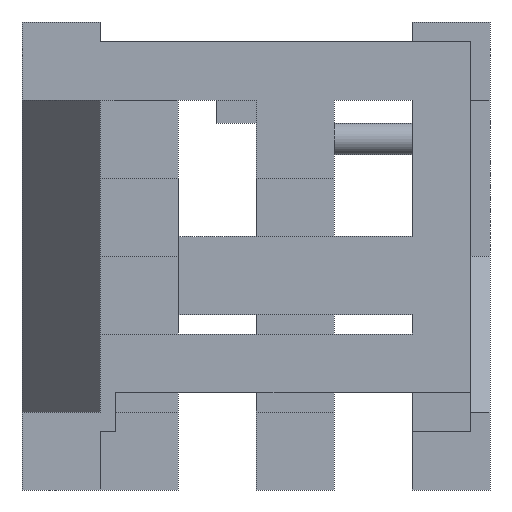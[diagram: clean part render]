
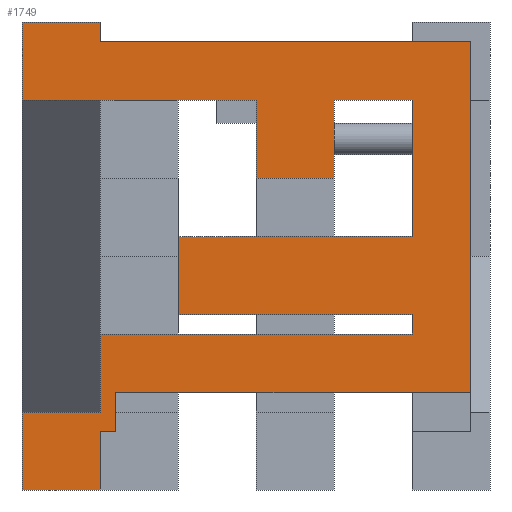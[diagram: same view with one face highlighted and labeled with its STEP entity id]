
A CAD part, front view. The second image highlights one B-rep face of the part: STEP entity #1749.
In plain terms, the highlighted planar face has unit normal (0, -1, 0).
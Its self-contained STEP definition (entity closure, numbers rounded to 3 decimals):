
#136=DIRECTION('',(1.,0.,0.));
#137=VECTOR('',#136,10.);
#138=CARTESIAN_POINT('',(0.,0.,-50.));
#139=LINE('',#138,#137);
#140=DIRECTION('',(0.,0.,1.));
#141=VECTOR('',#140,10.);
#142=CARTESIAN_POINT('',(10.,0.,-50.));
#143=LINE('',#142,#141);
#144=DIRECTION('',(1.,0.,0.));
#145=VECTOR('',#144,40.);
#146=CARTESIAN_POINT('',(10.,0.,-40.));
#147=LINE('',#146,#145);
#148=DIRECTION('',(0.,0.,1.));
#149=VECTOR('',#148,2.5);
#150=CARTESIAN_POINT('',(50.,0.,-40.));
#151=LINE('',#150,#149);
#152=DIRECTION('',(0.,0.,-1.));
#153=VECTOR('',#152,10.);
#154=CARTESIAN_POINT('',(20.,0.,-27.5));
#155=LINE('',#154,#153);
#156=DIRECTION('',(0.,0.,1.));
#157=VECTOR('',#156,17.5);
#158=CARTESIAN_POINT('',(50.,0.,-27.5));
#159=LINE('',#158,#157);
#160=DIRECTION('',(-1.,0.,0.));
#161=VECTOR('',#160,10.);
#162=CARTESIAN_POINT('',(50.,0.,-10.));
#163=LINE('',#162,#161);
#164=DIRECTION('',(-1.,0.,0.));
#165=VECTOR('',#164,20.);
#166=CARTESIAN_POINT('',(30.,0.,-10.));
#167=LINE('',#166,#165);
#168=DIRECTION('',(1.,0.,0.));
#169=VECTOR('',#168,10.);
#170=CARTESIAN_POINT('',(0.,0.,0.));
#171=LINE('',#170,#169);
#172=DIRECTION('',(1.,0.,0.));
#173=VECTOR('',#172,47.5);
#174=CARTESIAN_POINT('',(10.,0.,-2.5));
#175=LINE('',#174,#173);
#176=DIRECTION('',(0.,0.,-1.));
#177=VECTOR('',#176,45.);
#178=CARTESIAN_POINT('',(57.5,0.,-2.5));
#179=LINE('',#178,#177);
#180=DIRECTION('',(-1.,0.,0.));
#181=VECTOR('',#180,45.5);
#182=CARTESIAN_POINT('',(57.5,0.,-47.5));
#183=LINE('',#182,#181);
#184=DIRECTION('',(0.,0.,-1.));
#185=VECTOR('',#184,5.);
#186=CARTESIAN_POINT('',(12.,0.,-47.5));
#187=LINE('',#186,#185);
#188=DIRECTION('',(-1.,0.,0.));
#189=VECTOR('',#188,2.);
#190=CARTESIAN_POINT('',(12.,0.,-52.5));
#191=LINE('',#190,#189);
#248=DIRECTION('',(0.,0.,-1.));
#249=VECTOR('',#248,7.5);
#250=CARTESIAN_POINT('',(10.,0.,-52.5));
#251=LINE('',#250,#249);
#264=DIRECTION('',(0.,0.,-1.));
#265=VECTOR('',#264,2.5);
#266=CARTESIAN_POINT('',(10.,0.,0.));
#267=LINE('',#266,#265);
#656=DIRECTION('',(0.,0.,-1.));
#657=VECTOR('',#656,10.);
#658=CARTESIAN_POINT('',(40.,0.,-10.));
#659=LINE('',#658,#657);
#708=DIRECTION('',(0.,0.,-1.));
#709=VECTOR('',#708,10.);
#710=CARTESIAN_POINT('',(30.,0.,-10.));
#711=LINE('',#710,#709);
#984=DIRECTION('',(-1.,0.,0.));
#985=VECTOR('',#984,30.);
#986=CARTESIAN_POINT('',(50.,0.,-27.5));
#987=LINE('',#986,#985);
#1020=DIRECTION('',(-1.,0.,0.));
#1021=VECTOR('',#1020,30.);
#1022=CARTESIAN_POINT('',(50.,0.,-37.5));
#1023=LINE('',#1022,#1021);
#1200=DIRECTION('',(1.,0.,0.));
#1201=VECTOR('',#1200,10.);
#1202=CARTESIAN_POINT('',(0.,0.,-60.));
#1203=LINE('',#1202,#1201);
#1224=DIRECTION('',(0.,0.,-1.));
#1225=VECTOR('',#1224,10.);
#1226=CARTESIAN_POINT('',(0.,0.,0.));
#1227=LINE('',#1226,#1225);
#1236=DIRECTION('',(0.,0.,-1.));
#1237=VECTOR('',#1236,10.);
#1238=CARTESIAN_POINT('',(0.,0.,-50.));
#1239=LINE('',#1238,#1237);
#1264=DIRECTION('',(1.,0.,0.));
#1265=VECTOR('',#1264,10.);
#1266=CARTESIAN_POINT('',(0.,0.,-10.));
#1267=LINE('',#1266,#1265);
#1296=DIRECTION('',(1.,0.,0.));
#1297=VECTOR('',#1296,10.);
#1298=CARTESIAN_POINT('',(30.,0.,-20.));
#1299=LINE('',#1298,#1297);
#1324=CARTESIAN_POINT('',(57.5,0.,-2.5));
#1325=CARTESIAN_POINT('',(57.5,0.,-47.5));
#1326=VERTEX_POINT('',#1324);
#1327=VERTEX_POINT('',#1325);
#1328=CARTESIAN_POINT('',(10.,0.,-40.));
#1329=CARTESIAN_POINT('',(50.,0.,-40.));
#1330=VERTEX_POINT('',#1328);
#1331=VERTEX_POINT('',#1329);
#1336=CARTESIAN_POINT('',(50.,0.,-10.));
#1338=VERTEX_POINT('',#1336);
#1340=CARTESIAN_POINT('',(0.,0.,0.));
#1341=CARTESIAN_POINT('',(0.,0.,-10.));
#1342=VERTEX_POINT('',#1340);
#1343=VERTEX_POINT('',#1341);
#1344=CARTESIAN_POINT('',(0.,0.,-50.));
#1345=CARTESIAN_POINT('',(0.,0.,-60.));
#1346=VERTEX_POINT('',#1344);
#1347=VERTEX_POINT('',#1345);
#1357=CARTESIAN_POINT('',(10.,0.,0.));
#1359=VERTEX_POINT('',#1357);
#1360=CARTESIAN_POINT('',(10.,0.,-60.));
#1361=VERTEX_POINT('',#1360);
#1366=CARTESIAN_POINT('',(10.,0.,-2.5));
#1367=VERTEX_POINT('',#1366);
#1372=CARTESIAN_POINT('',(10.,0.,-10.));
#1373=VERTEX_POINT('',#1372);
#1422=CARTESIAN_POINT('',(20.,0.,-27.5));
#1423=CARTESIAN_POINT('',(20.,0.,-37.5));
#1424=VERTEX_POINT('',#1422);
#1425=VERTEX_POINT('',#1423);
#1435=CARTESIAN_POINT('',(50.,0.,-37.5));
#1437=VERTEX_POINT('',#1435);
#1439=CARTESIAN_POINT('',(50.,0.,-27.5));
#1441=VERTEX_POINT('',#1439);
#1482=CARTESIAN_POINT('',(30.,0.,-20.));
#1484=VERTEX_POINT('',#1482);
#1502=CARTESIAN_POINT('',(40.,0.,-20.));
#1504=VERTEX_POINT('',#1502);
#1528=CARTESIAN_POINT('',(30.,0.,-10.));
#1530=VERTEX_POINT('',#1528);
#1532=CARTESIAN_POINT('',(40.,0.,-10.));
#1533=VERTEX_POINT('',#1532);
#1657=CARTESIAN_POINT('',(12.,0.,-52.5));
#1659=VERTEX_POINT('',#1657);
#1660=CARTESIAN_POINT('',(12.,0.,-47.5));
#1662=VERTEX_POINT('',#1660);
#1664=CARTESIAN_POINT('',(10.,0.,-52.5));
#1666=VERTEX_POINT('',#1664);
#1670=CARTESIAN_POINT('',(10.,0.,-50.));
#1671=VERTEX_POINT('',#1670);
#1692=CARTESIAN_POINT('',(0.,0.,0.));
#1693=DIRECTION('',(0.,1.,0.));
#1694=DIRECTION('',(1.,0.,0.));
#1695=AXIS2_PLACEMENT_3D('',#1692,#1693,#1694);
#1696=PLANE('',#1695);
#1698=ORIENTED_EDGE('',*,*,#1697,.T.);
#1700=ORIENTED_EDGE('',*,*,#1699,.T.);
#1702=ORIENTED_EDGE('',*,*,#1701,.F.);
#1704=ORIENTED_EDGE('',*,*,#1703,.F.);
#1706=ORIENTED_EDGE('',*,*,#1705,.T.);
#1708=ORIENTED_EDGE('',*,*,#1707,.T.);
#1710=ORIENTED_EDGE('',*,*,#1709,.T.);
#1712=ORIENTED_EDGE('',*,*,#1711,.T.);
#1714=ORIENTED_EDGE('',*,*,#1713,.T.);
#1716=ORIENTED_EDGE('',*,*,#1715,.F.);
#1718=ORIENTED_EDGE('',*,*,#1717,.F.);
#1720=ORIENTED_EDGE('',*,*,#1719,.T.);
#1722=ORIENTED_EDGE('',*,*,#1721,.T.);
#1724=ORIENTED_EDGE('',*,*,#1723,.T.);
#1726=ORIENTED_EDGE('',*,*,#1725,.F.);
#1728=ORIENTED_EDGE('',*,*,#1727,.F.);
#1730=ORIENTED_EDGE('',*,*,#1729,.T.);
#1732=ORIENTED_EDGE('',*,*,#1731,.F.);
#1734=ORIENTED_EDGE('',*,*,#1733,.F.);
#1736=ORIENTED_EDGE('',*,*,#1735,.T.);
#1738=ORIENTED_EDGE('',*,*,#1737,.T.);
#1740=ORIENTED_EDGE('',*,*,#1739,.T.);
#1742=ORIENTED_EDGE('',*,*,#1741,.T.);
#1744=ORIENTED_EDGE('',*,*,#1743,.T.);
#1746=ORIENTED_EDGE('',*,*,#1745,.T.);
#1747=EDGE_LOOP('',(#1698,#1700,#1702,#1704,#1706,#1708,#1710,#1712,#1714,#1716,
#1718,#1720,#1722,#1724,#1726,#1728,#1730,#1732,#1734,#1736,#1738,#1740,#1742,
#1744,#1746));
#1748=FACE_OUTER_BOUND('',#1747,.F.);
#1697=EDGE_CURVE('',#1659,#1666,#191,.T.);
#1699=EDGE_CURVE('',#1666,#1361,#251,.T.);
#1701=EDGE_CURVE('',#1347,#1361,#1203,.T.);
#1703=EDGE_CURVE('',#1346,#1347,#1239,.T.);
#1705=EDGE_CURVE('',#1346,#1671,#139,.T.);
#1707=EDGE_CURVE('',#1671,#1330,#143,.T.);
#1709=EDGE_CURVE('',#1330,#1331,#147,.T.);
#1711=EDGE_CURVE('',#1331,#1437,#151,.T.);
#1713=EDGE_CURVE('',#1437,#1425,#1023,.T.);
#1715=EDGE_CURVE('',#1424,#1425,#155,.T.);
#1717=EDGE_CURVE('',#1441,#1424,#987,.T.);
#1719=EDGE_CURVE('',#1441,#1338,#159,.T.);
#1721=EDGE_CURVE('',#1338,#1533,#163,.T.);
#1723=EDGE_CURVE('',#1533,#1504,#659,.T.);
#1725=EDGE_CURVE('',#1484,#1504,#1299,.T.);
#1727=EDGE_CURVE('',#1530,#1484,#711,.T.);
#1729=EDGE_CURVE('',#1530,#1373,#167,.T.);
#1731=EDGE_CURVE('',#1343,#1373,#1267,.T.);
#1733=EDGE_CURVE('',#1342,#1343,#1227,.T.);
#1735=EDGE_CURVE('',#1342,#1359,#171,.T.);
#1737=EDGE_CURVE('',#1359,#1367,#267,.T.);
#1739=EDGE_CURVE('',#1367,#1326,#175,.T.);
#1741=EDGE_CURVE('',#1326,#1327,#179,.T.);
#1743=EDGE_CURVE('',#1327,#1662,#183,.T.);
#1745=EDGE_CURVE('',#1662,#1659,#187,.T.);
#1749=ADVANCED_FACE('',(#1748),#1696,.F.);
